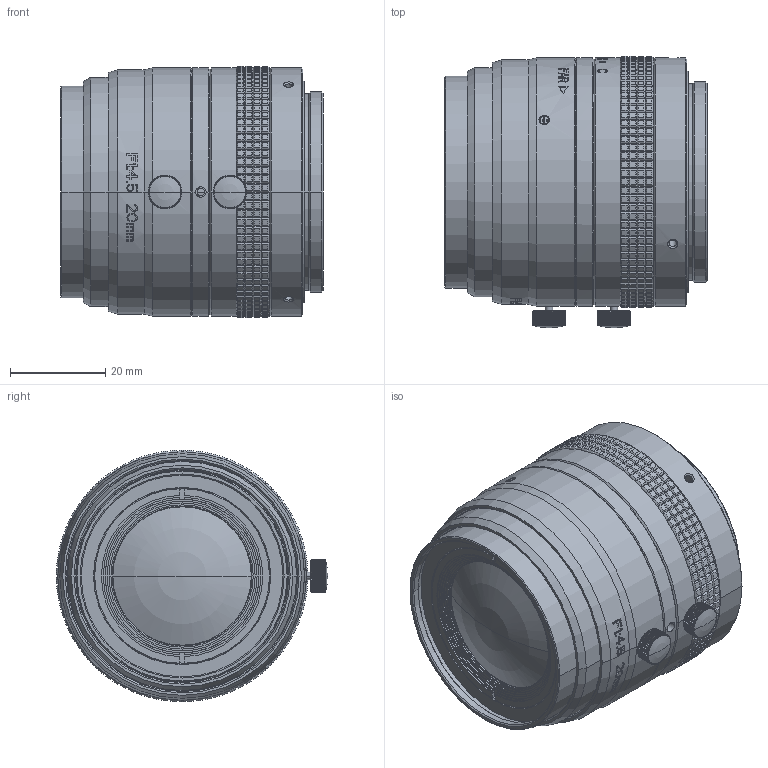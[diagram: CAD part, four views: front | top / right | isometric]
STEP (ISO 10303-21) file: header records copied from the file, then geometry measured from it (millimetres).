
FILE_DESCRIPTION(('FreeCAD Model'),'2;1');
FILE_NAME('Open CASCADE Shape Model','2025-01-22T14:54:52',(''),(''), 'Open CASCADE STEP processor 7.8','FreeCAD','Unknown');
FILE_SCHEMA(('AUTOMOTIVE_DESIGN { 1 0 10303 214 1 1 1 1 }'));
Length unit declared in the file: millimetre
Products named in the file (16): VA-LM42-29MP-20MM-F4.5-30C; MSBR-41; MSBR-40; MSBR-39; MSBR-38; MSBR-36; MSBR-35; MSBR-34; MSBR-27; MSBR-25; MSBR-24; MSBR-21; MSBR-20; MSBR-19; MSBR-2; MSBR-1
Assembly tree (15 placements, depth 2):
  VA-LM42-29MP-20MM-F4.5-30C
    MSBR-41
    MSBR-40
    MSBR-39
    MSBR-38
    MSBR-36
    MSBR-35
    MSBR-34
    MSBR-27
    MSBR-25
    MSBR-24
    MSBR-21
    MSBR-20
    MSBR-19
    MSBR-2
    MSBR-1
Bounding box: 54.94 x 56.85 x 52.7 mm (x, y, z)
Volume: 74201.8 mm3; surface area: 52839.1 mm2
Topology: 15 solids, 15 shells, 3574 faces, 8903 edges, 5436 vertices
Faces by surface type: plane 1593, cone 986, cylinder 761, bspline 222, sphere 12
Entity records: 119966 total; most frequent: CARTESIAN_POINT 39214, ORIENTED_EDGE 17770, DIRECTION 15542, EDGE_CURVE 8885, AXIS2_PLACEMENT_3D 6286, VERTEX_POINT 5436, FACE_BOUND 3713, EDGE_LOOP 3713
